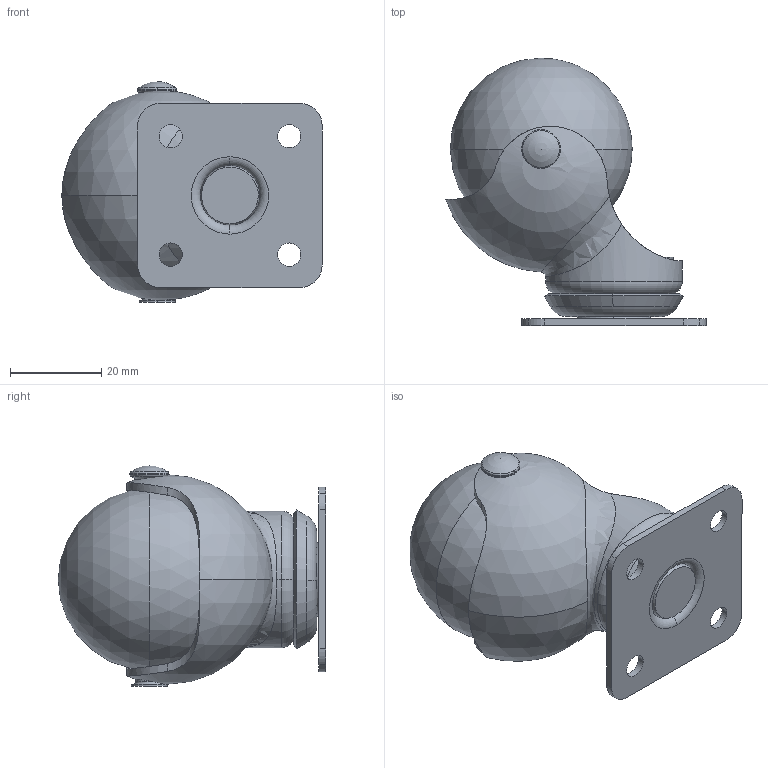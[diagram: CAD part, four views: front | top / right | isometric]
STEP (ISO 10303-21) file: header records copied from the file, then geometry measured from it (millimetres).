
FILE_DESCRIPTION (( 'STEP AP214' ), '1' );
FILE_NAME ('0010297_L-1321-40-3-grau.step', '2018-10-16T13:38:56', ( '' ), ( '' ), 'SwSTEP 2.0', 'SolidWorks 2018', '' );
FILE_SCHEMA (( 'AUTOMOTIVE_DESIGN' ));
Length unit declared in the file: millimetre
Products named in the file (11): 05706-2.stp; 07531.stp; 165040.stp; 0010297_L-1321-40-3-grau; 09055.stp; 15900rivettato.stp; 07440.stp; 07089.stp; F840.stp; F8_5_32.stp; F8_1_8.stp
Assembly tree (10 placements, depth 3):
  0010297_L-1321-40-3-grau
    165040.stp
      07531.stp
      05706-2.stp
      07089.stp
      F8_1_8.stp
      F8_5_32.stp
      07440.stp
      09055.stp
      15900rivettato.stp
      F840.stp
Bounding box: 57.16 x 58.76 x 48.5 mm (x, y, z)
Volume: 43383.9 mm3; surface area: 21226.5 mm2
Topology: 9 solids, 9 shells, 148 faces, 384 edges, 244 vertices
Faces by surface type: cylinder 52, torus 46, plane 21, cone 16, sphere 11, bspline 2
Entity records: 6608 total; most frequent: CARTESIAN_POINT 2563, DIRECTION 866, ORIENTED_EDGE 704, AXIS2_PLACEMENT_3D 390, EDGE_CURVE 352, CIRCLE 230, VERTEX_POINT 225, EDGE_LOOP 173
